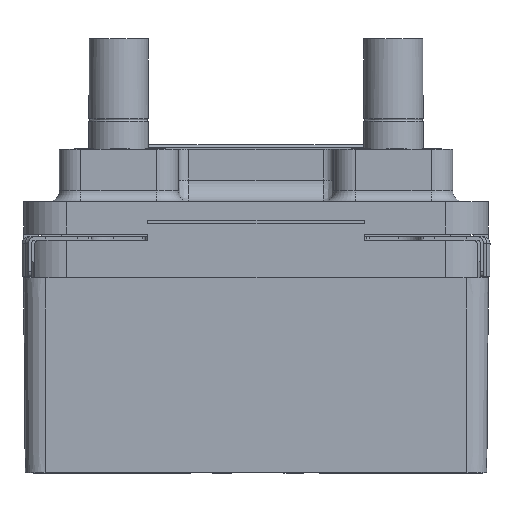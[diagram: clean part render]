
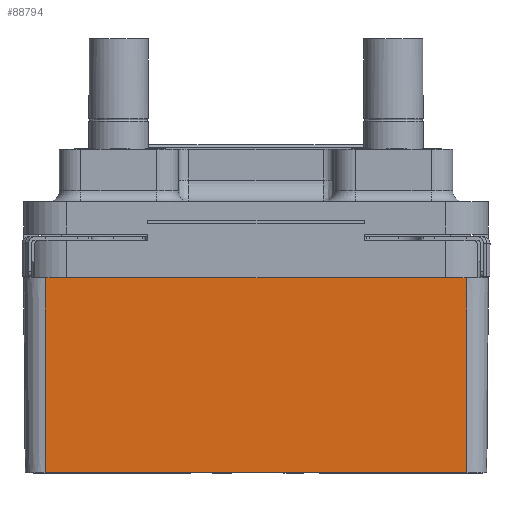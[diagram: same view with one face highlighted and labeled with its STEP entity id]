
A CAD part, left-side view. The second image highlights one B-rep face of the part: STEP entity #88794.
In plain terms, the highlighted planar face has unit normal (-1, 0, -0.009).
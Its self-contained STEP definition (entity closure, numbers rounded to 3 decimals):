
#3587=DIRECTION('',(0.,1.,0.));
#3588=VECTOR('',#3587,39.);
#3589=CARTESIAN_POINT('',(-19.5,-19.5,-4.05));
#3590=LINE('',#3589,#3588);
#5576=DIRECTION('',(0.009,0.,-1.));
#5577=VECTOR('',#5576,18.001);
#5578=CARTESIAN_POINT('',(-19.5,19.5,-4.05));
#5579=LINE('',#5578,#5577);
#5580=DIRECTION('',(0.009,0.,-1.));
#5581=VECTOR('',#5580,18.001);
#5582=CARTESIAN_POINT('',(-19.5,-19.5,-4.05));
#5583=LINE('',#5582,#5581);
#10868=DIRECTION('',(0.,1.,0.));
#10869=VECTOR('',#10868,39.);
#10870=CARTESIAN_POINT('',(-19.343,-19.5,-22.05));
#10871=LINE('',#10870,#10869);
#72863=CARTESIAN_POINT('',(-19.343,-19.5,-22.05));
#72864=CARTESIAN_POINT('',(-19.343,19.5,-22.05));
#72865=VERTEX_POINT('',#72863);
#72866=VERTEX_POINT('',#72864);
#72875=CARTESIAN_POINT('',(-19.5,-19.5,-4.05));
#72876=CARTESIAN_POINT('',(-19.5,19.5,-4.05));
#72877=VERTEX_POINT('',#72875);
#72878=VERTEX_POINT('',#72876);
#88781=CARTESIAN_POINT('',(-19.5,-19.5,-4.05));
#88782=DIRECTION('',(-1.,0.,-0.009));
#88783=DIRECTION('',(0.,1.,0.));
#88784=AXIS2_PLACEMENT_3D('',#88781,#88782,#88783);
#88785=PLANE('',#88784);
#88786=ORIENTED_EDGE('',*,*,#86876,.F.);
#88788=ORIENTED_EDGE('',*,*,#88787,.T.);
#88790=ORIENTED_EDGE('',*,*,#88789,.T.);
#88791=ORIENTED_EDGE('',*,*,#88774,.F.);
#88792=EDGE_LOOP('',(#88786,#88788,#88790,#88791));
#88793=FACE_OUTER_BOUND('',#88792,.F.);
#88794=ADVANCED_FACE('',(#88793),#88785,.T.);
#86876=EDGE_CURVE('',#72877,#72878,#3590,.T.);
#88774=EDGE_CURVE('',#72878,#72866,#5579,.T.);
#88787=EDGE_CURVE('',#72877,#72865,#5583,.T.);
#88789=EDGE_CURVE('',#72865,#72866,#10871,.T.);
